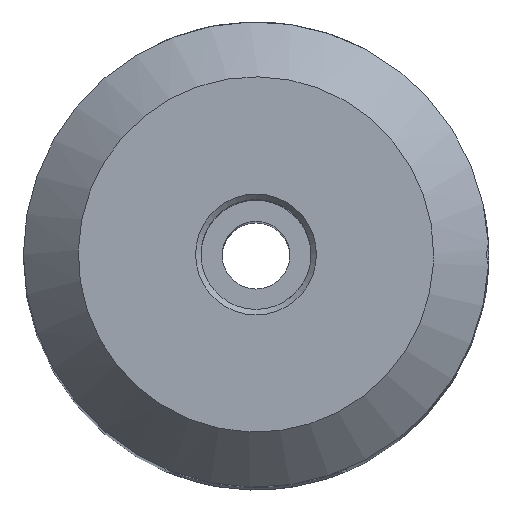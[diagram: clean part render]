
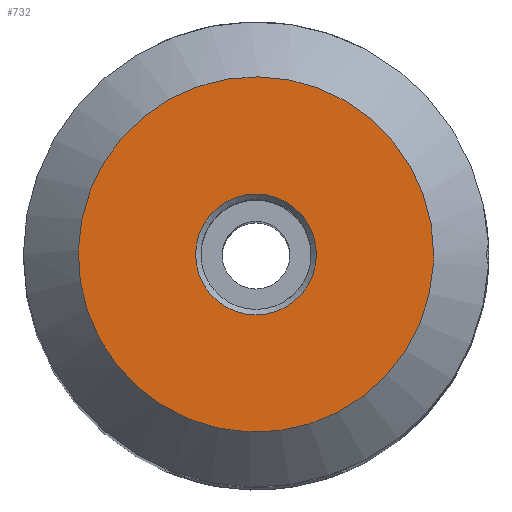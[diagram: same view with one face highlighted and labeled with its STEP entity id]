
A CAD part, top view. The second image highlights one B-rep face of the part: STEP entity #732.
In plain terms, the highlighted planar face has unit normal (0, 0, 1).
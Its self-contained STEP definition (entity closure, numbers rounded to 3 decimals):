
#11 = DIRECTION ( 'NONE',  ( 0., 0., 1. ) ) ;
#164 = FACE_BOUND ( 'NONE', #587, .T. ) ;
#243 = ORIENTED_EDGE ( 'NONE', *, *, #300, .T. ) ;
#244 = DIRECTION ( 'NONE',  ( 1., 0., 0. ) ) ;
#288 = DIRECTION ( 'NONE',  ( 1., 0., 0. ) ) ;
#300 = EDGE_CURVE ( 'NONE', #853, #853, #531, .T. ) ;
#335 = EDGE_CURVE ( 'NONE', #1086, #1086, #556, .T. ) ;
#373 = FACE_OUTER_BOUND ( 'NONE', #1032, .T. ) ;
#382 = DIRECTION ( 'NONE',  ( 0., 0., 1. ) ) ;
#443 = DIRECTION ( 'NONE',  ( 1., 0., 0. ) ) ;
#531 = CIRCLE ( 'NONE', #735, 3.3 ) ;
#556 = CIRCLE ( 'NONE', #1250, 9.7 ) ;
#587 = EDGE_LOOP ( 'NONE', ( #243 ) ) ;
#704 = PLANE ( 'NONE',  #1368 ) ;
#732 = ADVANCED_FACE ( 'NONE', ( #164, #373 ), #704, .T. ) ;
#735 = AXIS2_PLACEMENT_3D ( 'NONE', #766, #1314, #244 ) ;
#766 = CARTESIAN_POINT ( 'NONE',  ( 0., 0., 95. ) ) ;
#853 = VERTEX_POINT ( 'NONE', #980 ) ;
#868 = ORIENTED_EDGE ( 'NONE', *, *, #335, .T. ) ;
#979 = CARTESIAN_POINT ( 'NONE',  ( 0., 0., 95. ) ) ;
#980 = CARTESIAN_POINT ( 'NONE',  ( 3.3, 0., 95. ) ) ;
#1021 = CARTESIAN_POINT ( 'NONE',  ( 0., 0., 95. ) ) ;
#1032 = EDGE_LOOP ( 'NONE', ( #868 ) ) ;
#1086 = VERTEX_POINT ( 'NONE', #1171 ) ;
#1171 = CARTESIAN_POINT ( 'NONE',  ( 9.7, 0., 95. ) ) ;
#1250 = AXIS2_PLACEMENT_3D ( 'NONE', #979, #11, #443 ) ;
#1314 = DIRECTION ( 'NONE',  ( 0., 0., -1. ) ) ;
#1368 = AXIS2_PLACEMENT_3D ( 'NONE', #1021, #382, #288 ) ;
